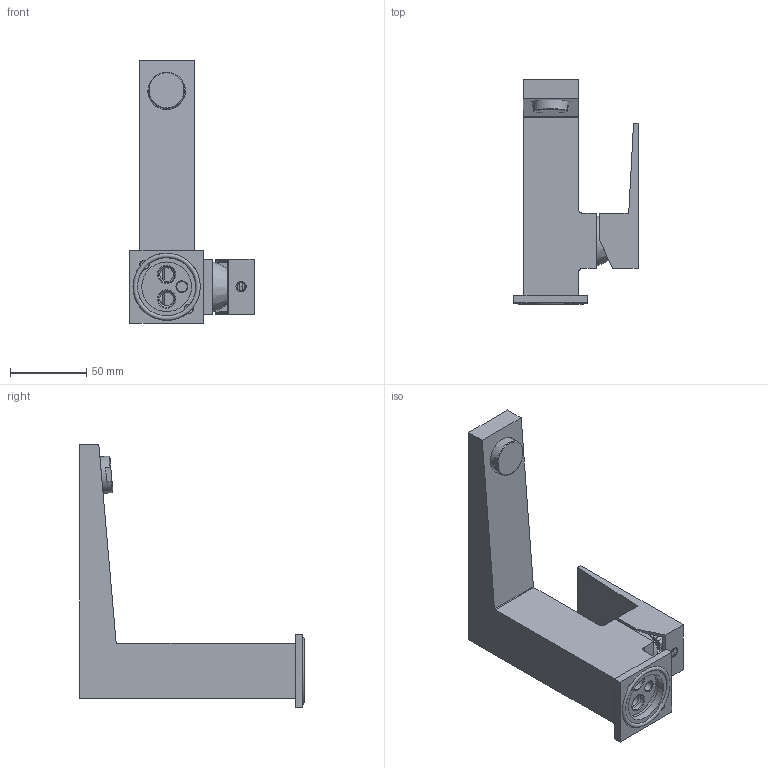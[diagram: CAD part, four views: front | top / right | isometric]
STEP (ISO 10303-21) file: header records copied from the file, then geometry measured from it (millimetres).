
FILE_DESCRIPTION(/* description */ (''),/* implementation_level */ '2;1');
FILE_NAME(/* name */ 'b2a20952-fda9-44db-b385-81ff4fe8d527.stp',/* time_stamp */ '2019-01-08T12:50:59+00:00',/* author */ (''),/* organization */ (''),/* preprocessor_version */ 'ST-DEVELOPER v17.2',/* originating_system */ 'Autodesk Translation Framework v7.6.0.251',/* authorisation */ '');
FILE_SCHEMA (('AUTOMOTIVE_DESIGN { 1 0 10303 214 3 1 1 }'));
Length unit declared in the file: millimetre
Products named in the file (1): !FR7110N
Bounding box: 81.2 x 146.92 x 172 mm (x, y, z)
Volume: 140911.6 mm3; surface area: 109592.4 mm2
Topology: 11 solids, 11 shells, 370 faces, 1030 edges, 707 vertices
Faces by surface type: plane 168, cylinder 116, bspline 56, cone 23, torus 6, sphere 1
Full cylindrical faces by diameter (mm): 2.5 x2, 2.999 x2, 3 x4, 3.5 x2, 4.2 x1, 5.2 x1, 5.3 x1, 5.5 x2, 6 x4, 6.8 x1, 7 x1, 9 x3, 11 x2, 15 x1, 16.5 x1, 19 x1, 19.2 x1, 22.4 x1, 23 x1, 24 x1, 24.5 x1, 25 x3, 25.5 x1, 27.5 x1, 28 x1, 29 x1, 30 x2, 30.8 x1, 31 x1, 32.5 x1
Entity records: 19072 total; most frequent: CARTESIAN_POINT 9647, ORIENTED_EDGE 2058, DIRECTION 1815, EDGE_CURVE 1029, VERTEX_POINT 707, AXIS2_PLACEMENT_3D 665, LINE 485, VECTOR 485
